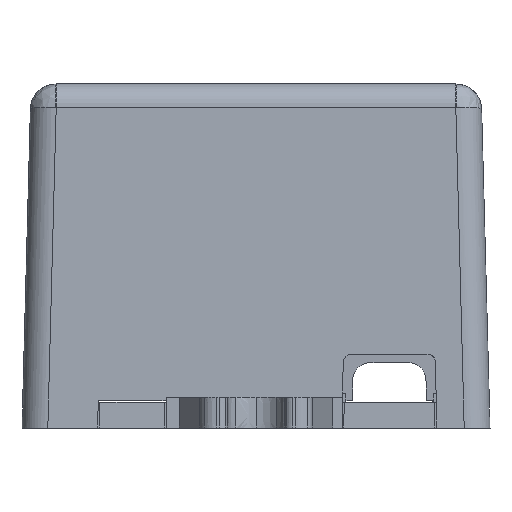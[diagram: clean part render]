
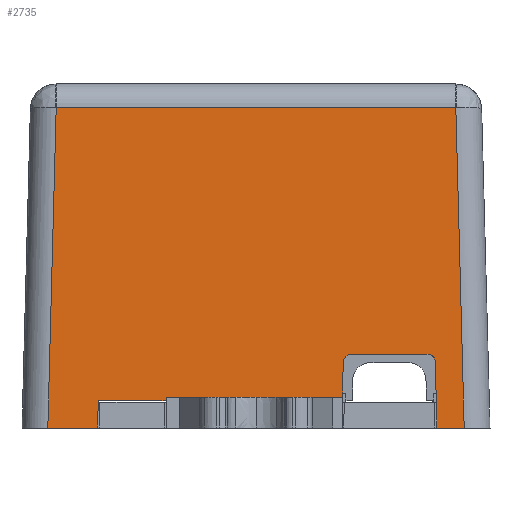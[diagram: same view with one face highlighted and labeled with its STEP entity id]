
A CAD part, left-side view. The second image highlights one B-rep face of the part: STEP entity #2735.
In plain terms, the highlighted planar face has unit normal (-1, 0, 0.026).
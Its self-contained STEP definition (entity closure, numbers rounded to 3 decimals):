
#33=DIRECTION('',(0.,-1.,0.));
#34=VECTOR('',#33,1.6);
#35=CARTESIAN_POINT('',(26.493,231.505,-1.8));
#36=LINE('',#35,#34);
#37=CARTESIAN_POINT('',(26.493,229.905,-1.8));
#80=CARTESIAN_POINT('',(26.606,232.071,2.5));
#81=CARTESIAN_POINT('',(26.606,231.908,2.5));
#82=CARTESIAN_POINT('',(26.602,231.701,2.377));
#83=CARTESIAN_POINT('',(26.597,231.574,2.172));
#84=CARTESIAN_POINT('',(26.593,231.572,2.009));
#100=CARTESIAN_POINT('',(26.593,236.939,2.009));
#101=CARTESIAN_POINT('',(26.597,236.936,2.172));
#102=CARTESIAN_POINT('',(26.602,236.809,2.377));
#103=CARTESIAN_POINT('',(26.606,236.603,2.5));
#104=CARTESIAN_POINT('',(26.606,236.439,2.5));
#535=CARTESIAN_POINT('',(26.493,254.106,-1.8));
#537=DIRECTION('',(0.,-1.,0.));
#538=VECTOR('',#537,2.901);
#539=CARTESIAN_POINT('',(26.493,254.106,-1.8));
#540=LINE('',#539,#538);
#657=DIRECTION('',(0.,1.,0.));
#658=VECTOR('',#657,23.225);
#659=CARTESIAN_POINT('',(26.981,230.393,16.837));
#660=LINE('',#659,#658);
#748=DIRECTION('',(0.026,0.017,1.));
#749=VECTOR('',#748,3.811);
#750=CARTESIAN_POINT('',(26.493,231.505,-1.8));
#751=LINE('',#750,#749);
#752=DIRECTION('',(0.,1.,0.));
#753=VECTOR('',#752,4.367);
#754=CARTESIAN_POINT('',(26.606,232.071,2.5));
#755=LINE('',#754,#753);
#756=DIRECTION('',(0.026,-0.017,1.));
#757=VECTOR('',#756,2.01);
#758=CARTESIAN_POINT('',(26.54,236.974,
0.));
#759=LINE('',#758,#757);
#760=DIRECTION('',(0.,1.,0.));
#761=VECTOR('',#760,3.944);
#762=CARTESIAN_POINT('',(26.535,247.233,-0.2));
#763=LINE('',#762,#761);
#764=DIRECTION('',(-0.026,0.017,-1.));
#765=VECTOR('',#764,1.601);
#766=CARTESIAN_POINT('',(26.535,251.177,-0.2));
#767=LINE('',#766,#765);
#768=DIRECTION('',(0.026,-0.026,0.999));
#769=VECTOR('',#768,18.649);
#770=CARTESIAN_POINT('',(26.493,254.106,-1.8));
#771=LINE('',#770,#769);
#772=DIRECTION('',(-0.026,-0.026,-0.999));
#773=VECTOR('',#772,18.649);
#774=CARTESIAN_POINT('',(26.981,230.393,16.837));
#775=LINE('',#774,#773);
#898=DIRECTION('',(0.,-1.,0.));
#899=VECTOR('',#898,10.231);
#900=CARTESIAN_POINT('',(26.54,247.205,0.));
#901=LINE('',#900,#899);
#1028=DIRECTION('',(-0.026,-0.017,-1.));
#1029=VECTOR('',#1028,1.601);
#1030=CARTESIAN_POINT('',(26.535,247.233,
-0.2));
#1031=LINE('',#1030,#1029);
#1052=DIRECTION('',(0.026,0.,1.));
#1053=VECTOR('',#1052,1.801);
#1054=CARTESIAN_POINT('',(26.493,247.205,-1.8));
#1055=LINE('',#1054,#1053);
#1378=VERTEX_POINT('',#37);
#1389=VERTEX_POINT('',#535);
#1390=CARTESIAN_POINT('',(26.493,251.205,-1.8));
#1391=VERTEX_POINT('',#1390);
#1425=CARTESIAN_POINT('',(26.493,247.205,-1.8));
#1427=VERTEX_POINT('',#1425);
#1510=CARTESIAN_POINT('',(26.54,247.205,0.));
#1511=VERTEX_POINT('',#1510);
#1604=CARTESIAN_POINT('',(26.535,251.177,
-0.2));
#1605=VERTEX_POINT('',#1604);
#1606=CARTESIAN_POINT('',(26.535,247.233,
-0.2));
#1607=VERTEX_POINT('',#1606);
#1608=CARTESIAN_POINT('',(26.981,253.618,16.837));
#1609=VERTEX_POINT('',#1608);
#1610=CARTESIAN_POINT('',(26.981,230.393,16.837));
#1611=VERTEX_POINT('',#1610);
#1625=CARTESIAN_POINT('',(26.493,231.505,-1.8));
#1627=VERTEX_POINT('',#1625);
#1634=CARTESIAN_POINT('',(26.54,236.974,
0.));
#1636=VERTEX_POINT('',#1634);
#1637=CARTESIAN_POINT('',(26.593,236.939,2.009));
#1639=VERTEX_POINT('',#1637);
#1641=CARTESIAN_POINT('',(26.606,236.439,2.5));
#1643=VERTEX_POINT('',#1641);
#1645=CARTESIAN_POINT('',(26.606,232.071,2.5));
#1647=VERTEX_POINT('',#1645);
#1649=CARTESIAN_POINT('',(26.593,231.572,2.009));
#1651=VERTEX_POINT('',#1649);
#2708=CARTESIAN_POINT('',(26.493,228.405,-1.8));
#2709=DIRECTION('',(-1.,0.,0.026));
#2710=DIRECTION('',(0.026,0.,1.));
#2711=AXIS2_PLACEMENT_3D('',#2708,#2709,#2710);
#2712=PLANE('',#2711);
#2713=ORIENTED_EDGE('',*,*,#1749,.T.);
#2714=ORIENTED_EDGE('',*,*,#1764,.F.);
#2715=ORIENTED_EDGE('',*,*,#1779,.T.);
#2716=ORIENTED_EDGE('',*,*,#1794,.F.);
#2717=ORIENTED_EDGE('',*,*,#1816,.F.);
#2719=ORIENTED_EDGE('',*,*,#2718,.F.);
#2721=ORIENTED_EDGE('',*,*,#2720,.F.);
#2723=ORIENTED_EDGE('',*,*,#2722,.F.);
#2725=ORIENTED_EDGE('',*,*,#2724,.T.);
#2727=ORIENTED_EDGE('',*,*,#2726,.T.);
#2728=ORIENTED_EDGE('',*,*,#2299,.F.);
#2729=ORIENTED_EDGE('',*,*,#2441,.T.);
#2730=ORIENTED_EDGE('',*,*,#2525,.F.);
#2731=ORIENTED_EDGE('',*,*,#2700,.T.);
#2732=ORIENTED_EDGE('',*,*,#1718,.F.);
#2733=EDGE_LOOP('',(#2713,#2714,#2715,#2716,#2717,#2719,#2721,#2723,#2725,#2727,
#2728,#2729,#2730,#2731,#2732));
#2734=FACE_OUTER_BOUND('',#2733,.F.);
#2735=ADVANCED_FACE('',(#2734),#2712,.T.);
#85=B_SPLINE_CURVE_WITH_KNOTS('',3,(#80,#81,#82,#83,#84),.UNSPECIFIED.,.F.,.F.,(
4,1,4),(0.,0.5,1.),.UNSPECIFIED.);
#105=B_SPLINE_CURVE_WITH_KNOTS('',3,(#100,#101,#102,#103,#104),.UNSPECIFIED.,
.F.,.F.,(4,1,4),(0.,0.5,1.),.UNSPECIFIED.);
#1718=EDGE_CURVE('',#1627,#1378,#36,.T.);
#1749=EDGE_CURVE('',#1627,#1651,#751,.T.);
#1764=EDGE_CURVE('',#1647,#1651,#85,.T.);
#1779=EDGE_CURVE('',#1647,#1643,#755,.T.);
#1794=EDGE_CURVE('',#1639,#1643,#105,.T.);
#1816=EDGE_CURVE('',#1636,#1639,#759,.T.);
#2299=EDGE_CURVE('',#1389,#1391,#540,.T.);
#2441=EDGE_CURVE('',#1389,#1609,#771,.T.);
#2525=EDGE_CURVE('',#1611,#1609,#660,.T.);
#2700=EDGE_CURVE('',#1611,#1378,#775,.T.);
#2718=EDGE_CURVE('',#1511,#1636,#901,.T.);
#2720=EDGE_CURVE('',#1427,#1511,#1055,.T.);
#2722=EDGE_CURVE('',#1607,#1427,#1031,.T.);
#2724=EDGE_CURVE('',#1607,#1605,#763,.T.);
#2726=EDGE_CURVE('',#1605,#1391,#767,.T.);
